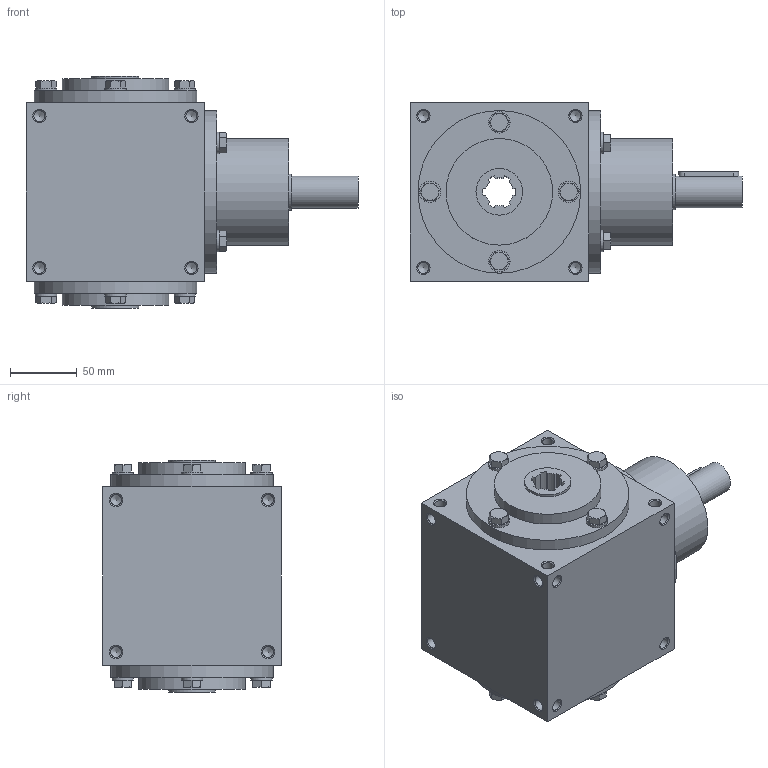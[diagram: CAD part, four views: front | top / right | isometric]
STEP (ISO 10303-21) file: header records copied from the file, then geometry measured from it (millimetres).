
FILE_DESCRIPTION( ( 'STEP AP214' ), ' ' );
FILE_NAME( 'RB134_C2_R.1_1.5.stp', '2017-10-01T13:49:23', ( '' ), ( '' ), ' ', 'PARTsolutions', ' ' );
FILE_SCHEMA( ( 'AUTOMOTIVE_DESIGN { 1 0 10303 214 1 1 1 1 }' ) );
Length unit declared in the file: millimetre
Products named in the file (4): RB134_C2_R.1/1.5; _RB1342-case; _RC134-shaft; _RC_RR134-screw
Assembly tree (14 placements, depth 2):
  RB134_C2_R.1/1.5
    _RB1342-case
    _RC134-shaft
    _RC_RR134-screw  x12
Bounding box: 249 x 134 x 174 mm (x, y, z)
Volume: 2985236.9 mm3; surface area: 191511.6 mm2
Topology: 14 solids, 14 shells, 376 faces, 950 edges, 595 vertices
Faces by surface type: plane 155, cone 122, cylinder 99
Full cylindrical faces by diameter (mm): 6.647 x1, 8.376 x48, 16 x12, 24 x1, 27 x2, 30 x1, 35 x2, 80 x3, 122 x3
Entity records: 7444 total; most frequent: CARTESIAN_POINT 1064, DIRECTION 1064, ORIENTED_EDGE 790, AXIS2_PLACEMENT_3D 468, EDGE_CURVE 395, EDGE_LOOP 328, VERTEX_POINT 320, FACE_OUTER_BOUND 262
